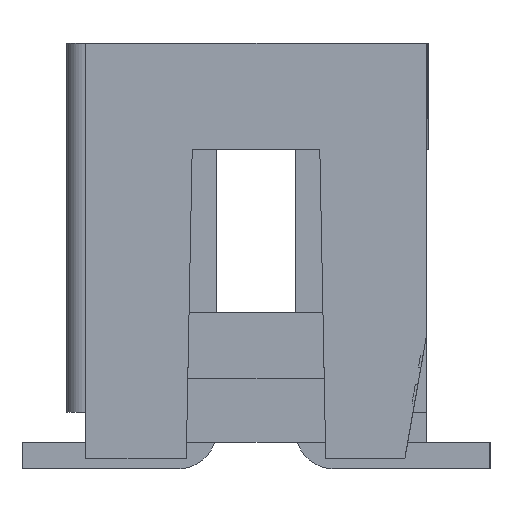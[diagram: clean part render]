
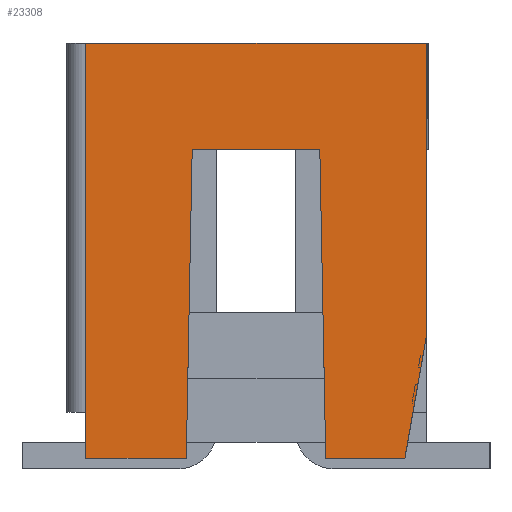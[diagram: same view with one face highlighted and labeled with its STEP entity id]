
A CAD part, left-side view. The second image highlights one B-rep face of the part: STEP entity #23308.
In plain terms, the highlighted planar face has unit normal (-1, 0, 0).
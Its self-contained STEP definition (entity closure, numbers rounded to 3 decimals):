
#22915=CARTESIAN_POINT('',(-29.058,1.665,0.254));
#22916=VERTEX_POINT('',#22915);
#22917=CARTESIAN_POINT('',(-29.058,1.524,7.62));
#22918=VERTEX_POINT('',#22917);
#22919=CARTESIAN_POINT('',(-29.058,1.665,0.254));
#22920=DIRECTION('',(0.0,-0.019,1.));
#22921=VECTOR('',#22920,7.367);
#22922=LINE('',#22919,#22921);
#22923=EDGE_CURVE('',#22916,#22918,#22922,.T.);
#23028=CARTESIAN_POINT('',(-29.058,4.064,0.254));
#23029=VERTEX_POINT('',#23028);
#23036=CARTESIAN_POINT('',(-29.058,4.064,10.16));
#23037=VERTEX_POINT('',#23036);
#23038=CARTESIAN_POINT('',(-29.058,4.064,10.16));
#23039=DIRECTION('',(0.0,0.0,-1.0));
#23040=VECTOR('',#23039,9.906);
#23041=LINE('',#23038,#23040);
#23042=EDGE_CURVE('',#23037,#23029,#23041,.T.);
#23183=CARTESIAN_POINT('',(-29.058,-1.665,0.254));
#23184=VERTEX_POINT('',#23183);
#23191=CARTESIAN_POINT('',(-29.058,-1.524,7.62));
#23192=VERTEX_POINT('',#23191);
#23193=CARTESIAN_POINT('',(-29.058,-1.665,0.254));
#23194=DIRECTION('',(0.0,0.019,1.));
#23195=VECTOR('',#23194,7.367);
#23196=LINE('',#23193,#23195);
#23197=EDGE_CURVE('',#23184,#23192,#23196,.T.);
#23256=CARTESIAN_POINT('',(-29.058,4.47,-0.241));
#23257=DIRECTION('',(-1.0,0.0,0.0));
#23258=DIRECTION('',(0.0,0.0,-1.0));
#23259=AXIS2_PLACEMENT_3D('',#23256,#23257,#23258);
#23260=PLANE('',#23259);
#23261=ORIENTED_EDGE('',*,*,#23042,.T.);
#23262=CARTESIAN_POINT('',(-29.058,4.064,0.254));
#23263=DIRECTION('',(0.0,-1.0,0.0));
#23264=VECTOR('',#23263,2.399);
#23265=LINE('',#23262,#23264);
#23266=EDGE_CURVE('',#23029,#22916,#23265,.T.);
#23267=ORIENTED_EDGE('',*,*,#23266,.T.);
#23268=ORIENTED_EDGE('',*,*,#22923,.T.);
#23269=CARTESIAN_POINT('',(-29.058,1.524,7.62));
#23270=DIRECTION('',(0.0,-1.0,0.0));
#23271=VECTOR('',#23270,3.048);
#23272=LINE('',#23269,#23271);
#23273=EDGE_CURVE('',#22918,#23192,#23272,.T.);
#23274=ORIENTED_EDGE('',*,*,#23273,.T.);
#23275=ORIENTED_EDGE('',*,*,#23197,.F.);
#23276=CARTESIAN_POINT('',(-29.058,-3.556,0.254));
#23277=VERTEX_POINT('',#23276);
#23278=CARTESIAN_POINT('',(-29.058,-1.665,0.254));
#23279=DIRECTION('',(0.0,-1.0,0.0));
#23280=VECTOR('',#23279,1.891);
#23281=LINE('',#23278,#23280);
#23282=EDGE_CURVE('',#23184,#23277,#23281,.T.);
#23283=ORIENTED_EDGE('',*,*,#23282,.T.);
#23284=CARTESIAN_POINT('',(-29.058,-4.064,3.135));
#23285=VERTEX_POINT('',#23284);
#23286=CARTESIAN_POINT('',(-29.058,-4.064,3.135));
#23287=DIRECTION('',(0.0,0.174,-0.985));
#23288=VECTOR('',#23287,2.925);
#23289=LINE('',#23286,#23288);
#23290=EDGE_CURVE('',#23285,#23277,#23289,.T.);
#23291=ORIENTED_EDGE('',*,*,#23290,.F.);
#23292=CARTESIAN_POINT('',(-29.058,-4.064,10.16));
#23293=VERTEX_POINT('',#23292);
#23294=CARTESIAN_POINT('',(-29.058,-4.064,3.135));
#23295=DIRECTION('',(0.0,0.0,1.0));
#23296=VECTOR('',#23295,7.025);
#23297=LINE('',#23294,#23296);
#23298=EDGE_CURVE('',#23285,#23293,#23297,.T.);
#23299=ORIENTED_EDGE('',*,*,#23298,.T.);
#23300=CARTESIAN_POINT('',(-29.058,4.064,10.16));
#23301=DIRECTION('',(0.0,-1.0,0.0));
#23302=VECTOR('',#23301,8.128);
#23303=LINE('',#23300,#23302);
#23304=EDGE_CURVE('',#23037,#23293,#23303,.T.);
#23305=ORIENTED_EDGE('',*,*,#23304,.F.);
#23306=EDGE_LOOP('',(#23261,#23267,#23268,#23274,#23275,#23283,#23291,#23299,#23305));
#23307=FACE_OUTER_BOUND('',#23306,.T.);
#23308=ADVANCED_FACE('',(#23307),#23260,.T.);
